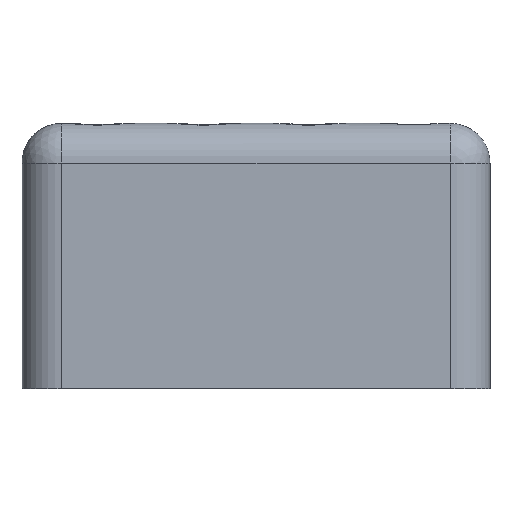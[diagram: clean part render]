
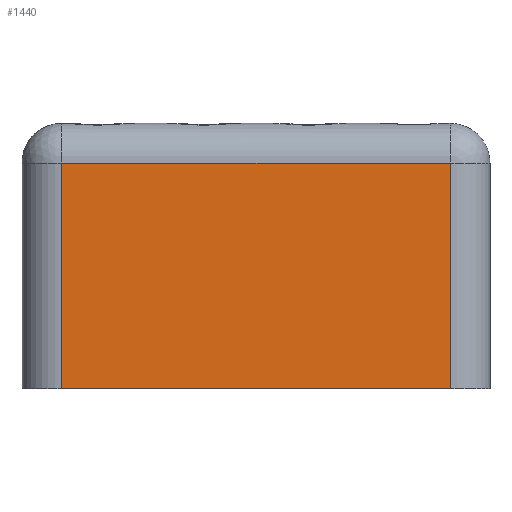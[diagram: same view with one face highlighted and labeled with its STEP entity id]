
A CAD part, front view. The second image highlights one B-rep face of the part: STEP entity #1440.
In plain terms, the highlighted planar face has unit normal (0, -1, 0).
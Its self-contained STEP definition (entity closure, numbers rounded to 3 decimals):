
#67=PLANE('',#1569);
#107=FACE_OUTER_BOUND('',#187,.T.);
#187=EDGE_LOOP('',(#1099,#1100,#1101,#1102));
#300=LINE('',#2289,#417);
#308=LINE('',#2312,#425);
#309=LINE('',#2316,#426);
#310=LINE('',#2317,#427);
#417=VECTOR('',#1844,10.);
#425=VECTOR('',#1866,10.);
#426=VECTOR('',#1871,1000.);
#427=VECTOR('',#1872,1000.);
#635=VERTEX_POINT('',#2286);
#636=VERTEX_POINT('',#2288);
#644=VERTEX_POINT('',#2311);
#645=VERTEX_POINT('',#2315);
#803=EDGE_CURVE('',#636,#635,#300,.T.);
#815=EDGE_CURVE('',#644,#636,#308,.T.);
#817=EDGE_CURVE('',#635,#645,#309,.T.);
#818=EDGE_CURVE('',#645,#644,#310,.T.);
#1099=ORIENTED_EDGE('',*,*,#803,.T.);
#1100=ORIENTED_EDGE('',*,*,#817,.T.);
#1101=ORIENTED_EDGE('',*,*,#818,.T.);
#1102=ORIENTED_EDGE('',*,*,#815,.T.);
#1440=ADVANCED_FACE('',(#107),#67,.F.);
#1569=AXIS2_PLACEMENT_3D('',#2314,#1869,#1870);
#1844=DIRECTION('',(1.,0.,0.));
#1866=DIRECTION('',(0.,0.,-1.));
#1869=DIRECTION('center_axis',(0.,1.,0.));
#1870=DIRECTION('ref_axis',(0.,0.,1.));
#1871=DIRECTION('',(0.,0.,1.));
#1872=DIRECTION('',(-1.,0.,0.));
#2286=CARTESIAN_POINT('',(30.416,47.955,-22.5));
#2288=CARTESIAN_POINT('',(-67.884,47.955,-22.5));
#2289=CARTESIAN_POINT('',(10.841,47.955,-22.5));
#2311=CARTESIAN_POINT('',(-67.884,47.955,34.5));
#2312=CARTESIAN_POINT('',(-67.884,47.955,-14.5));
#2314=CARTESIAN_POINT('Origin',(-18.734,47.955,0.));
#2315=CARTESIAN_POINT('',(30.416,47.955,34.5));
#2316=CARTESIAN_POINT('',(30.416,47.955,0.));
#2317=CARTESIAN_POINT('',(-18.734,47.955,34.5));
